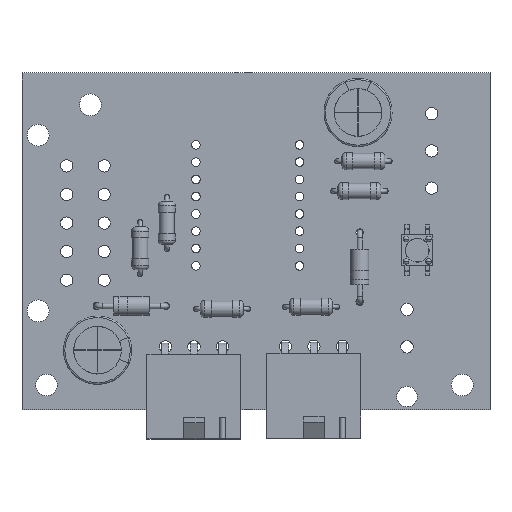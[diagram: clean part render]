
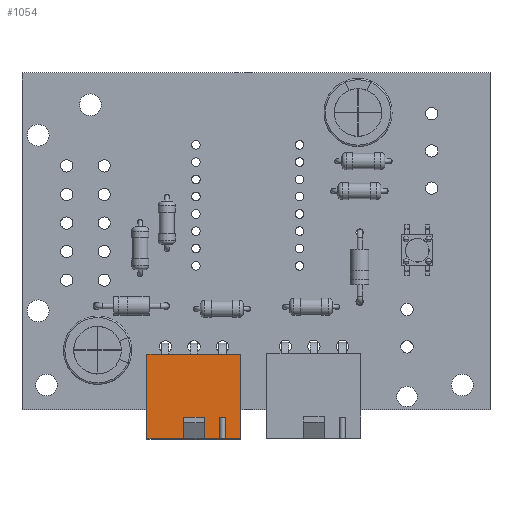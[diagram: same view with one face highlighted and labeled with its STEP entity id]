
A CAD part, top view. The second image highlights one B-rep face of the part: STEP entity #1054.
In plain terms, the highlighted face is planar.
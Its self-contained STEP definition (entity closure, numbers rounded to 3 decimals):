
#806 = VERTEX_POINT('',#807);
#807 = CARTESIAN_POINT('',(-1.525,5.8,0.));
#808 = VERTEX_POINT('',#809);
#809 = CARTESIAN_POINT('',(1.525,5.8,0.));
#815 = EDGE_CURVE('',#808,#816,#818,.T.);
#816 = VERTEX_POINT('',#817);
#817 = CARTESIAN_POINT('',(3.8,5.8,0.));
#818 = LINE('',#819,#820);
#819 = CARTESIAN_POINT('',(1.525,5.8,0.));
#820 = VECTOR('',#821,1.);
#821 = DIRECTION('',(1.,0.,0.));
#824 = VERTEX_POINT('',#825);
#825 = CARTESIAN_POINT('',(4.6,5.8,0.));
#832 = EDGE_CURVE('',#824,#833,#835,.T.);
#833 = VERTEX_POINT('',#834);
#834 = CARTESIAN_POINT('',(6.9,5.8,0.));
#835 = LINE('',#836,#837);
#836 = CARTESIAN_POINT('',(4.6,5.8,0.));
#837 = VECTOR('',#838,1.);
#838 = DIRECTION('',(1.,0.,0.));
#857 = VERTEX_POINT('',#858);
#858 = CARTESIAN_POINT('',(-6.9,5.8,0.));
#864 = EDGE_CURVE('',#857,#806,#865,.T.);
#865 = LINE('',#866,#867);
#866 = CARTESIAN_POINT('',(-6.9,5.8,0.));
#867 = VECTOR('',#868,1.);
#868 = DIRECTION('',(1.,0.,0.));
#1027 = EDGE_CURVE('',#806,#1028,#1030,.T.);
#1028 = VERTEX_POINT('',#1029);
#1029 = CARTESIAN_POINT('',(-1.525,5.8,-3.05));
#1030 = LINE('',#1031,#1032);
#1031 = CARTESIAN_POINT('',(-1.525,5.8,0.));
#1032 = VECTOR('',#1033,1.);
#1033 = DIRECTION('',(0.,0.,-1.));
#1054 = ADVANCED_FACE('',(#1055),#1119,.T.);
#1055 = FACE_BOUND('',#1056,.F.);
#1056 = EDGE_LOOP('',(#1057,#1058,#1059,#1067,#1075,#1081,#1082,#1090,
    #1098,#1104,#1105,#1113));
#1057 = ORIENTED_EDGE('',*,*,#1027,.F.);
#1058 = ORIENTED_EDGE('',*,*,#864,.F.);
#1059 = ORIENTED_EDGE('',*,*,#1060,.T.);
#1060 = EDGE_CURVE('',#857,#1061,#1063,.T.);
#1061 = VERTEX_POINT('',#1062);
#1062 = CARTESIAN_POINT('',(-6.9,5.8,-12.45));
#1063 = LINE('',#1064,#1065);
#1064 = CARTESIAN_POINT('',(-6.9,5.8,0.));
#1065 = VECTOR('',#1066,1.);
#1066 = DIRECTION('',(0.,0.,-1.));
#1067 = ORIENTED_EDGE('',*,*,#1068,.T.);
#1068 = EDGE_CURVE('',#1061,#1069,#1071,.T.);
#1069 = VERTEX_POINT('',#1070);
#1070 = CARTESIAN_POINT('',(6.9,5.8,-12.45));
#1071 = LINE('',#1072,#1073);
#1072 = CARTESIAN_POINT('',(-6.9,5.8,-12.45));
#1073 = VECTOR('',#1074,1.);
#1074 = DIRECTION('',(1.,0.,0.));
#1075 = ORIENTED_EDGE('',*,*,#1076,.F.);
#1076 = EDGE_CURVE('',#833,#1069,#1077,.T.);
#1077 = LINE('',#1078,#1079);
#1078 = CARTESIAN_POINT('',(6.9,5.8,0.));
#1079 = VECTOR('',#1080,1.);
#1080 = DIRECTION('',(0.,0.,-1.));
#1081 = ORIENTED_EDGE('',*,*,#832,.F.);
#1082 = ORIENTED_EDGE('',*,*,#1083,.T.);
#1083 = EDGE_CURVE('',#824,#1084,#1086,.T.);
#1084 = VERTEX_POINT('',#1085);
#1085 = CARTESIAN_POINT('',(4.6,5.8,-3.1));
#1086 = LINE('',#1087,#1088);
#1087 = CARTESIAN_POINT('',(4.6,5.8,0.));
#1088 = VECTOR('',#1089,1.);
#1089 = DIRECTION('',(0.,0.,-1.));
#1090 = ORIENTED_EDGE('',*,*,#1091,.T.);
#1091 = EDGE_CURVE('',#1084,#1092,#1094,.T.);
#1092 = VERTEX_POINT('',#1093);
#1093 = CARTESIAN_POINT('',(3.8,5.8,-3.1));
#1094 = LINE('',#1095,#1096);
#1095 = CARTESIAN_POINT('',(4.6,5.8,-3.1));
#1096 = VECTOR('',#1097,1.);
#1097 = DIRECTION('',(-1.,0.,0.));
#1098 = ORIENTED_EDGE('',*,*,#1099,.F.);
#1099 = EDGE_CURVE('',#816,#1092,#1100,.T.);
#1100 = LINE('',#1101,#1102);
#1101 = CARTESIAN_POINT('',(3.8,5.8,0.));
#1102 = VECTOR('',#1103,1.);
#1103 = DIRECTION('',(0.,0.,-1.));
#1104 = ORIENTED_EDGE('',*,*,#815,.F.);
#1105 = ORIENTED_EDGE('',*,*,#1106,.T.);
#1106 = EDGE_CURVE('',#808,#1107,#1109,.T.);
#1107 = VERTEX_POINT('',#1108);
#1108 = CARTESIAN_POINT('',(1.525,5.8,-3.05));
#1109 = LINE('',#1110,#1111);
#1110 = CARTESIAN_POINT('',(1.525,5.8,0.));
#1111 = VECTOR('',#1112,1.);
#1112 = DIRECTION('',(0.,0.,-1.));
#1113 = ORIENTED_EDGE('',*,*,#1114,.F.);
#1114 = EDGE_CURVE('',#1028,#1107,#1115,.T.);
#1115 = LINE('',#1116,#1117);
#1116 = CARTESIAN_POINT('',(-1.525,5.8,-3.05));
#1117 = VECTOR('',#1118,1.);
#1118 = DIRECTION('',(1.,0.,0.));
#1119 = PLANE('',#1120);
#1120 = AXIS2_PLACEMENT_3D('',#1121,#1122,#1123);
#1121 = CARTESIAN_POINT('',(-6.9,5.8,0.));
#1122 = DIRECTION('',(0.,1.,0.));
#1123 = DIRECTION('',(1.,0.,0.));
